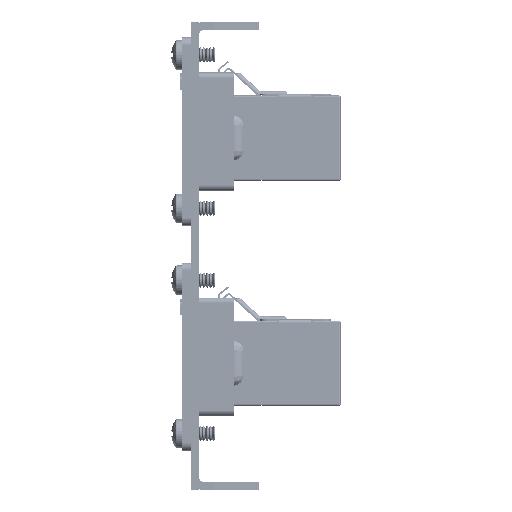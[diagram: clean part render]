
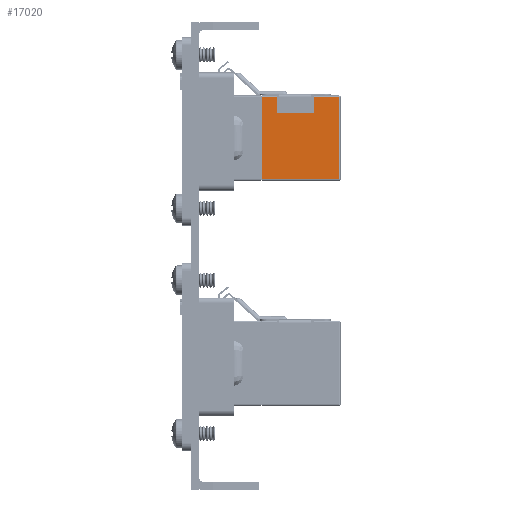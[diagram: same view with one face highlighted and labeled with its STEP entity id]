
A CAD part, left-side view. The second image highlights one B-rep face of the part: STEP entity #17020.
In plain terms, the highlighted planar face has unit normal (-1, 0, 0).
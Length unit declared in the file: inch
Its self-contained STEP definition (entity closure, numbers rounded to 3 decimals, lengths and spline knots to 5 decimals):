
#118 = VERTEX_POINT ( 'NONE', #29686 ) ;
#1405 = VERTEX_POINT ( 'NONE', #6212 ) ;
#1440 = VECTOR ( 'NONE', #68667, 39.37008 ) ;
#3022 = ORIENTED_EDGE ( 'NONE', *, *, #16811, .T. ) ;
#3985 = EDGE_CURVE ( 'NONE', #15797, #118, #18764, .T. ) ;
#4717 = VECTOR ( 'NONE', #56909, 39.37008 ) ;
#6212 = CARTESIAN_POINT ( 'NONE',  ( -0.2874, -0.11487, 0.30512 ) ) ;
#7660 = VERTEX_POINT ( 'NONE', #35908 ) ;
#8001 = LINE ( 'NONE', #45792, #12132 ) ;
#10044 = EDGE_CURVE ( 'NONE', #118, #49460, #16816, .T. ) ;
#12132 = VECTOR ( 'NONE', #12660, 39.37008 ) ;
#12301 = DIRECTION ( 'NONE',  ( 0., 0., -1. ) ) ;
#12660 = DIRECTION ( 'NONE',  ( 0., 1., 0. ) ) ;
#13809 = ORIENTED_EDGE ( 'NONE', *, *, #31786, .T. ) ;
#13886 = CARTESIAN_POINT ( 'NONE',  ( -0.2874, -0.57874, -0.31693 ) ) ;
#15464 = CARTESIAN_POINT ( 'NONE',  ( -0.2874, 0.59055, 0.30512 ) ) ;
#15797 = VERTEX_POINT ( 'NONE', #68414 ) ;
#16811 = EDGE_CURVE ( 'NONE', #7660, #1405, #74760, .T. ) ;
#16816 = LINE ( 'NONE', #19383, #67775 ) ;
#17020 = ADVANCED_FACE ( 'NONE', ( #26896 ), #45437, .F. ) ;
#18764 = LINE ( 'NONE', #63418, #71801 ) ;
#19383 = CARTESIAN_POINT ( 'NONE',  ( -0.2874, -0.38924, 0.31693 ) ) ;
#20126 = EDGE_CURVE ( 'NONE', #32738, #39653, #68201, .T. ) ;
#20602 = DIRECTION ( 'NONE',  ( 0., 0., 1. ) ) ;
#25305 = ORIENTED_EDGE ( 'NONE', *, *, #20126, .T. ) ;
#25409 = CARTESIAN_POINT ( 'NONE',  ( -0.2874, 0.59055, -0.31693 ) ) ;
#26402 = EDGE_LOOP ( 'NONE', ( #3022, #13809, #34035, #25305, #56559, #55234, #46918, #47086 ) ) ;
#26896 = FACE_OUTER_BOUND ( 'NONE', #26402, .T. ) ;
#28153 = VECTOR ( 'NONE', #20602, 39.37008 ) ;
#29686 = CARTESIAN_POINT ( 'NONE',  ( -0.2874, -0.38924, 0.30512 ) ) ;
#31786 = EDGE_CURVE ( 'NONE', #1405, #47439, #36676, .T. ) ;
#32738 = VERTEX_POINT ( 'NONE', #56275 ) ;
#34035 = ORIENTED_EDGE ( 'NONE', *, *, #60227, .F. ) ;
#35908 = CARTESIAN_POINT ( 'NONE',  ( -0.2874, -0.11487, 0.18701 ) ) ;
#36676 = LINE ( 'NONE', #15464, #1440 ) ;
#39653 = VERTEX_POINT ( 'NONE', #80774 ) ;
#40064 = CARTESIAN_POINT ( 'NONE',  ( -0.2874, -0.38924, 0.18701 ) ) ;
#42858 = CARTESIAN_POINT ( 'NONE',  ( -0.2874, -0.11487, 0.31693 ) ) ;
#44741 = DIRECTION ( 'NONE',  ( 0., 1., 0. ) ) ;
#45437 = PLANE ( 'NONE',  #83156 ) ;
#45792 = CARTESIAN_POINT ( 'NONE',  ( -0.2874, -0.38924, 0.18701 ) ) ;
#45827 = LINE ( 'NONE', #13886, #28153 ) ;
#46918 = ORIENTED_EDGE ( 'NONE', *, *, #10044, .T. ) ;
#47086 = ORIENTED_EDGE ( 'NONE', *, *, #56287, .T. ) ;
#47439 = VERTEX_POINT ( 'NONE', #80165 ) ;
#49460 = VERTEX_POINT ( 'NONE', #40064 ) ;
#49513 = DIRECTION ( 'NONE',  ( 0., 0., 1. ) ) ;
#50501 = VECTOR ( 'NONE', #49513, 39.37008 ) ;
#52118 = DIRECTION ( 'NONE',  ( 1., 0., 0. ) ) ;
#54655 = VECTOR ( 'NONE', #83928, 39.37008 ) ;
#55234 = ORIENTED_EDGE ( 'NONE', *, *, #3985, .T. ) ;
#56275 = CARTESIAN_POINT ( 'NONE',  ( -0.2874, -0.00197, -0.30512 ) ) ;
#56287 = EDGE_CURVE ( 'NONE', #49460, #7660, #8001, .T. ) ;
#56559 = ORIENTED_EDGE ( 'NONE', *, *, #75235, .T. ) ;
#56909 = DIRECTION ( 'NONE',  ( 0., 0., 1. ) ) ;
#59198 = DIRECTION ( 'NONE',  ( 0., 0., -1. ) ) ;
#60227 = EDGE_CURVE ( 'NONE', #32738, #47439, #75387, .T. ) ;
#63418 = CARTESIAN_POINT ( 'NONE',  ( -0.2874, 0.59055, 0.30512 ) ) ;
#67775 = VECTOR ( 'NONE', #59198, 39.37008 ) ;
#68201 = LINE ( 'NONE', #83055, #54655 ) ;
#68414 = CARTESIAN_POINT ( 'NONE',  ( -0.2874, -0.57874, 0.30512 ) ) ;
#68667 = DIRECTION ( 'NONE',  ( 0., 1., 0. ) ) ;
#71801 = VECTOR ( 'NONE', #44741, 39.37008 ) ;
#74760 = LINE ( 'NONE', #42858, #50501 ) ;
#75235 = EDGE_CURVE ( 'NONE', #39653, #15797, #45827, .T. ) ;
#75387 = LINE ( 'NONE', #83394, #4717 ) ;
#80165 = CARTESIAN_POINT ( 'NONE',  ( -0.2874, -0.00197, 0.30512 ) ) ;
#80774 = CARTESIAN_POINT ( 'NONE',  ( -0.2874, -0.57874, -0.30512 ) ) ;
#83055 = CARTESIAN_POINT ( 'NONE',  ( -0.2874, 0.59055, -0.30512 ) ) ;
#83156 = AXIS2_PLACEMENT_3D ( 'NONE', #25409, #52118, #12301 ) ;
#83394 = CARTESIAN_POINT ( 'NONE',  ( -0.2874, -0.00197, 0.31693 ) ) ;
#83928 = DIRECTION ( 'NONE',  ( 0., -1., 0. ) ) ;
